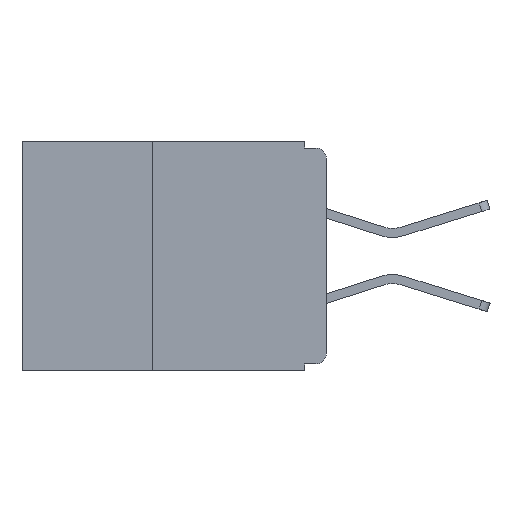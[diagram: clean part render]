
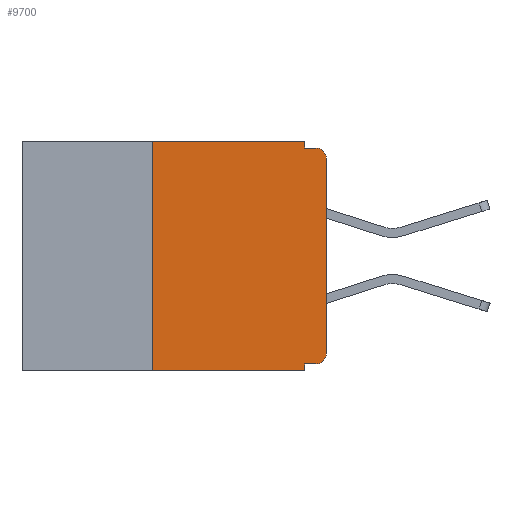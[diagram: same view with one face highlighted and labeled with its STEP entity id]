
A CAD part, left-side view. The second image highlights one B-rep face of the part: STEP entity #9700.
In plain terms, the highlighted planar face has unit normal (-1, 0, 0).
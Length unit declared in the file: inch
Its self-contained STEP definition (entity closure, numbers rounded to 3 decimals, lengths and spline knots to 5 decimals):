
#195 = DIRECTION ( 'NONE',  ( 0., -1., 0. ) ) ;
#339 = VERTEX_POINT ( 'NONE', #19704 ) ;
#353 = DIRECTION ( 'NONE',  ( 0., 0., -1. ) ) ;
#726 = CIRCLE ( 'NONE', #5002, 0.015 ) ;
#814 = ORIENTED_EDGE ( 'NONE', *, *, #9180, .T. ) ;
#839 = CARTESIAN_POINT ( 'NONE',  ( 0., 0.437, -0.33 ) ) ;
#879 = VECTOR ( 'NONE', #20358, 39.37008 ) ;
#1072 = AXIS2_PLACEMENT_3D ( 'NONE', #11252, #9704, #1335 ) ;
#1249 = VECTOR ( 'NONE', #15826, 39.37008 ) ;
#1335 = DIRECTION ( 'NONE',  ( 0., 0., -1. ) ) ;
#1633 = VERTEX_POINT ( 'NONE', #4973 ) ;
#1779 = EDGE_CURVE ( 'NONE', #8197, #5734, #4383, .T. ) ;
#1946 = CARTESIAN_POINT ( 'NONE',  ( 0., 0.015, -0.025 ) ) ;
#2273 = ORIENTED_EDGE ( 'NONE', *, *, #1779, .F. ) ;
#2461 = DIRECTION ( 'NONE',  ( -1., 0., 0. ) ) ;
#2898 = CARTESIAN_POINT ( 'NONE',  ( 0., 0., 0. ) ) ;
#3099 = CARTESIAN_POINT ( 'NONE',  ( 0., 0.25, 0. ) ) ;
#3145 = ORIENTED_EDGE ( 'NONE', *, *, #16390, .T. ) ;
#3550 = DIRECTION ( 'NONE',  ( 0., 0., -1. ) ) ;
#3893 = ORIENTED_EDGE ( 'NONE', *, *, #18605, .F. ) ;
#3928 = CARTESIAN_POINT ( 'NONE',  ( 0., 0.015, -0.32 ) ) ;
#4176 = VECTOR ( 'NONE', #353, 39.37008 ) ;
#4193 = CARTESIAN_POINT ( 'NONE',  ( 0., 0.437, 0. ) ) ;
#4333 = EDGE_CURVE ( 'NONE', #9783, #16861, #17904, .T. ) ;
#4383 = LINE ( 'NONE', #8921, #12972 ) ;
#4562 = ORIENTED_EDGE ( 'NONE', *, *, #4333, .T. ) ;
#4680 = CARTESIAN_POINT ( 'NONE',  ( 0., 0.031, -0.33 ) ) ;
#4973 = CARTESIAN_POINT ( 'NONE',  ( 0., 0.031, -0.01 ) ) ;
#5002 = AXIS2_PLACEMENT_3D ( 'NONE', #12144, #2461, #13797 ) ;
#5163 = LINE ( 'NONE', #4193, #879 ) ;
#5582 = VERTEX_POINT ( 'NONE', #20480 ) ;
#5705 = LINE ( 'NONE', #8456, #4176 ) ;
#5717 = DIRECTION ( 'NONE',  ( 0., 0., 1. ) ) ;
#5728 = EDGE_CURVE ( 'NONE', #5582, #13149, #12523, .T. ) ;
#5734 = VERTEX_POINT ( 'NONE', #3099 ) ;
#5939 = EDGE_CURVE ( 'NONE', #6609, #1633, #5705, .T. ) ;
#6169 = AXIS2_PLACEMENT_3D ( 'NONE', #1946, #13263, #3550 ) ;
#6243 = CARTESIAN_POINT ( 'NONE',  ( 0., 0.031, -0.33 ) ) ;
#6282 = FACE_OUTER_BOUND ( 'NONE', #19235, .T. ) ;
#6609 = VERTEX_POINT ( 'NONE', #6853 ) ;
#6620 = CARTESIAN_POINT ( 'NONE',  ( 0., 0., -0.305 ) ) ;
#6769 = ORIENTED_EDGE ( 'NONE', *, *, #5939, .F. ) ;
#6773 = EDGE_CURVE ( 'NONE', #5734, #6609, #5163, .T. ) ;
#6853 = CARTESIAN_POINT ( 'NONE',  ( 0., 0.031, 0. ) ) ;
#7017 = CARTESIAN_POINT ( 'NONE',  ( 0., 0., -0.025 ) ) ;
#8172 = CARTESIAN_POINT ( 'NONE',  ( 0., 0., -0.01 ) ) ;
#8197 = VERTEX_POINT ( 'NONE', #12355 ) ;
#8229 = VECTOR ( 'NONE', #19202, 39.37008 ) ;
#8456 = CARTESIAN_POINT ( 'NONE',  ( 0., 0.031, 0. ) ) ;
#8921 = CARTESIAN_POINT ( 'NONE',  ( 0., 0.25, -0.33 ) ) ;
#9180 = EDGE_CURVE ( 'NONE', #16861, #339, #15922, .T. ) ;
#9700 = ADVANCED_FACE ( 'NONE', ( #6282 ), #16121, .F. ) ;
#9704 = DIRECTION ( 'NONE',  ( 1., 0., 0. ) ) ;
#9783 = VERTEX_POINT ( 'NONE', #6620 ) ;
#11252 = CARTESIAN_POINT ( 'NONE',  ( 0., 0.437, 0. ) ) ;
#11340 = ORIENTED_EDGE ( 'NONE', *, *, #5728, .F. ) ;
#12144 = CARTESIAN_POINT ( 'NONE',  ( 0., 0.015, -0.305 ) ) ;
#12355 = CARTESIAN_POINT ( 'NONE',  ( 0., 0.25, -0.33 ) ) ;
#12502 = VECTOR ( 'NONE', #195, 39.37008 ) ;
#12523 = LINE ( 'NONE', #4680, #8229 ) ;
#12972 = VECTOR ( 'NONE', #5717, 39.37008 ) ;
#13149 = VERTEX_POINT ( 'NONE', #6243 ) ;
#13263 = DIRECTION ( 'NONE',  ( -1., 0., 0. ) ) ;
#13485 = LINE ( 'NONE', #839, #17260 ) ;
#13797 = DIRECTION ( 'NONE',  ( 0., 0., -1. ) ) ;
#13974 = ORIENTED_EDGE ( 'NONE', *, *, #18804, .T. ) ;
#14332 = EDGE_CURVE ( 'NONE', #1633, #339, #16795, .T. ) ;
#14340 = ORIENTED_EDGE ( 'NONE', *, *, #6773, .F. ) ;
#14935 = DIRECTION ( 'NONE',  ( 0., 1., 0. ) ) ;
#15646 = VECTOR ( 'NONE', #14935, 39.37008 ) ;
#15826 = DIRECTION ( 'NONE',  ( 0., 0., 1. ) ) ;
#15922 = CIRCLE ( 'NONE', #6169, 0.015 ) ;
#16121 = PLANE ( 'NONE',  #1072 ) ;
#16390 = EDGE_CURVE ( 'NONE', #8197, #13149, #13485, .T. ) ;
#16795 = LINE ( 'NONE', #8172, #12502 ) ;
#16861 = VERTEX_POINT ( 'NONE', #7017 ) ;
#17260 = VECTOR ( 'NONE', #18624, 39.37008 ) ;
#17904 = LINE ( 'NONE', #2898, #1249 ) ;
#18097 = CARTESIAN_POINT ( 'NONE',  ( 0., 0., -0.32 ) ) ;
#18605 = EDGE_CURVE ( 'NONE', #19977, #5582, #19923, .T. ) ;
#18624 = DIRECTION ( 'NONE',  ( 0., -1., 0. ) ) ;
#18804 = EDGE_CURVE ( 'NONE', #19977, #9783, #726, .T. ) ;
#19202 = DIRECTION ( 'NONE',  ( 0., 0., -1. ) ) ;
#19235 = EDGE_LOOP ( 'NONE', ( #4562, #814, #19347, #6769, #14340, #2273, #3145, #11340, #3893, #13974 ) ) ;
#19347 = ORIENTED_EDGE ( 'NONE', *, *, #14332, .F. ) ;
#19704 = CARTESIAN_POINT ( 'NONE',  ( 0., 0.015, -0.01 ) ) ;
#19923 = LINE ( 'NONE', #18097, #15646 ) ;
#19977 = VERTEX_POINT ( 'NONE', #3928 ) ;
#20358 = DIRECTION ( 'NONE',  ( 0., -1., 0. ) ) ;
#20480 = CARTESIAN_POINT ( 'NONE',  ( 0., 0.031, -0.32 ) ) ;
